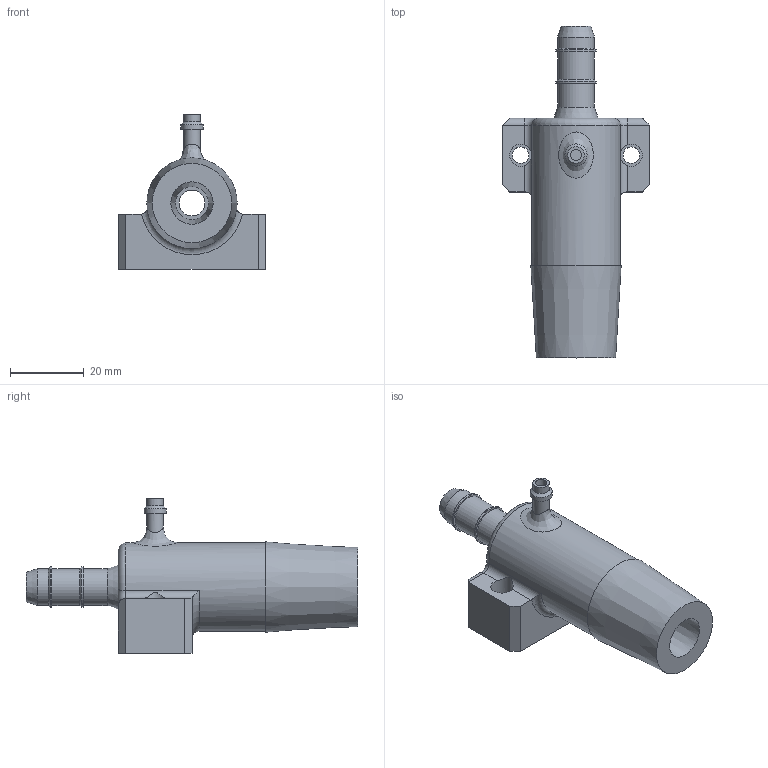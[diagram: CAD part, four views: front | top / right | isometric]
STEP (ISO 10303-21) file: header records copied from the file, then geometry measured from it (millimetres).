
FILE_DESCRIPTION(/* description */ (''),/* implementation_level */ '2;1');
FILE_NAME(/* name */ 'pneumatic-connector-respiratory-no-pressure v1.step',/* time_stamp */ '2020-04-02T17:14:39+02:00',/* author */ (''),/* organization */ (''),/* preprocessor_version */ 'ST-DEVELOPER v18',/* originating_system */ 'Autodesk Translation Framework v8.12.0.6',/* authorisation */ '');
FILE_SCHEMA (('AUTOMOTIVE_DESIGN { 1 0 10303 214 3 1 1 }'));
Length unit declared in the file: millimetre
Products named in the file (1): pneumatic-connector-respiratory-no-pressure
Bounding box: 40 x 90 x 42 mm (x, y, z)
Volume: 34171.9 mm3; surface area: 11127.8 mm2
Topology: 1 solids, 1 shells, 53 faces, 123 edges, 80 vertices
Faces by surface type: plane 22, cylinder 19, cone 7, torus 4, bspline 1
Full cylindrical faces by diameter (mm): 3 x1, 4.5 x4, 6 x3, 7 x1, 10 x3, 11 x2, 24 x1
Entity records: 1753 total; most frequent: CARTESIAN_POINT 454, DIRECTION 282, ORIENTED_EDGE 246, EDGE_CURVE 123, AXIS2_PLACEMENT_3D 114, VERTEX_POINT 80, EDGE_LOOP 67, CIRCLE 59
